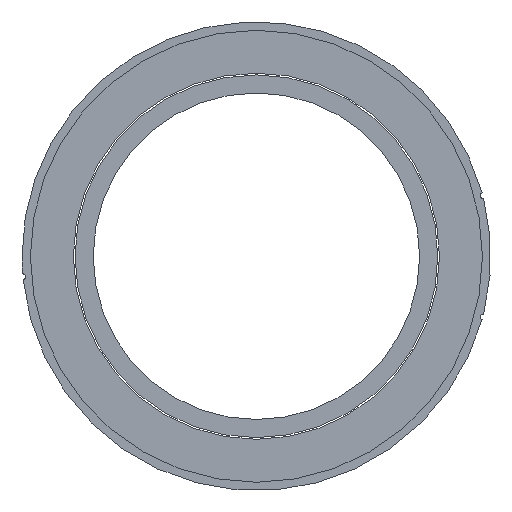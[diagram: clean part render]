
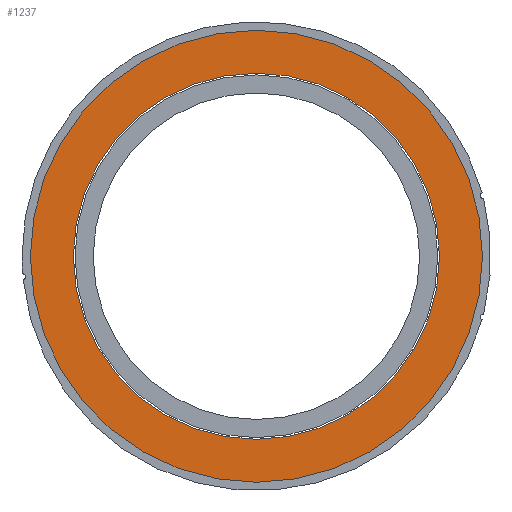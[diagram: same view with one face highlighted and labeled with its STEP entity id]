
A CAD part, front view. The second image highlights one B-rep face of the part: STEP entity #1237.
In plain terms, the highlighted planar face has unit normal (0, -1, 0).
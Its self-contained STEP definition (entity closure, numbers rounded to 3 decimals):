
#52 = ORIENTED_EDGE ( 'NONE', *, *, #1322, .F. ) ;
#67 = ORIENTED_EDGE ( 'NONE', *, *, #1342, .F. ) ;
#72 = EDGE_LOOP ( 'NONE', ( #78, #99 ) ) ;
#78 = ORIENTED_EDGE ( 'NONE', *, *, #1323, .T. ) ;
#81 = EDGE_LOOP ( 'NONE', ( #67, #52 ) ) ;
#99 = ORIENTED_EDGE ( 'NONE', *, *, #1345, .T. ) ;
#292 = VERTEX_POINT ( 'NONE', #348 ) ;
#304 = VERTEX_POINT ( 'NONE', #380 ) ;
#311 = VERTEX_POINT ( 'NONE', #388 ) ;
#322 = VERTEX_POINT ( 'NONE', #392 ) ;
#348 = CARTESIAN_POINT ( 'NONE',  ( 0., -3., 32.8 ) ) ;
#380 = CARTESIAN_POINT ( 'NONE',  ( 0., -3., 40.5 ) ) ;
#388 = CARTESIAN_POINT ( 'NONE',  ( 0., -3., -32.8 ) ) ;
#392 = CARTESIAN_POINT ( 'NONE',  ( 0., -3., -40.5 ) ) ;
#474 = CARTESIAN_POINT ( 'NONE',  ( -10.852, -3., 0. ) ) ;
#475 = DIRECTION ( 'NONE',  ( 0., 0., -1. ) ) ;
#485 = FACE_OUTER_BOUND ( 'NONE', #81, .T. ) ;
#492 = DIRECTION ( 'NONE',  ( 0., -1., 0. ) ) ;
#504 = PLANE ( 'NONE',  #778 ) ;
#510 = FACE_BOUND ( 'NONE', #72, .T. ) ;
#639 = AXIS2_PLACEMENT_3D ( 'NONE', #995, #996, #1001 ) ;
#642 = AXIS2_PLACEMENT_3D ( 'NONE', #1022, #1023, #1000 ) ;
#643 = CIRCLE ( 'NONE', #639, 40.5 ) ;
#646 = CIRCLE ( 'NONE', #642, 32.8 ) ;
#678 = AXIS2_PLACEMENT_3D ( 'NONE', #1045, #1049, #1056 ) ;
#679 = CIRCLE ( 'NONE', #686, 40.5 ) ;
#681 = CIRCLE ( 'NONE', #678, 32.8 ) ;
#686 = AXIS2_PLACEMENT_3D ( 'NONE', #1051, #1031, #1032 ) ;
#778 = AXIS2_PLACEMENT_3D ( 'NONE', #474, #492, #475 ) ;
#995 = CARTESIAN_POINT ( 'NONE',  ( 0., -3., 0. ) ) ;
#996 = DIRECTION ( 'NONE',  ( 0., 1., 0. ) ) ;
#1000 = DIRECTION ( 'NONE',  ( 0., 0., -1. ) ) ;
#1001 = DIRECTION ( 'NONE',  ( 0., 0., -1. ) ) ;
#1022 = CARTESIAN_POINT ( 'NONE',  ( 0., -3., 0. ) ) ;
#1023 = DIRECTION ( 'NONE',  ( 0., 1., 0. ) ) ;
#1031 = DIRECTION ( 'NONE',  ( 0., 1., 0. ) ) ;
#1032 = DIRECTION ( 'NONE',  ( 0., 0., -1. ) ) ;
#1045 = CARTESIAN_POINT ( 'NONE',  ( 0., -3., 0. ) ) ;
#1049 = DIRECTION ( 'NONE',  ( 0., 1., 0. ) ) ;
#1051 = CARTESIAN_POINT ( 'NONE',  ( 0., -3., 0. ) ) ;
#1056 = DIRECTION ( 'NONE',  ( 0., 0., -1. ) ) ;
#1237 = ADVANCED_FACE ( 'NONE', ( #485, #510 ), #504, .T. ) ;
#1322 = EDGE_CURVE ( 'NONE', #322, #304, #643, .T. ) ;
#1323 = EDGE_CURVE ( 'NONE', #292, #311, #646, .T. ) ;
#1342 = EDGE_CURVE ( 'NONE', #304, #322, #679, .T. ) ;
#1345 = EDGE_CURVE ( 'NONE', #311, #292, #681, .T. ) ;
